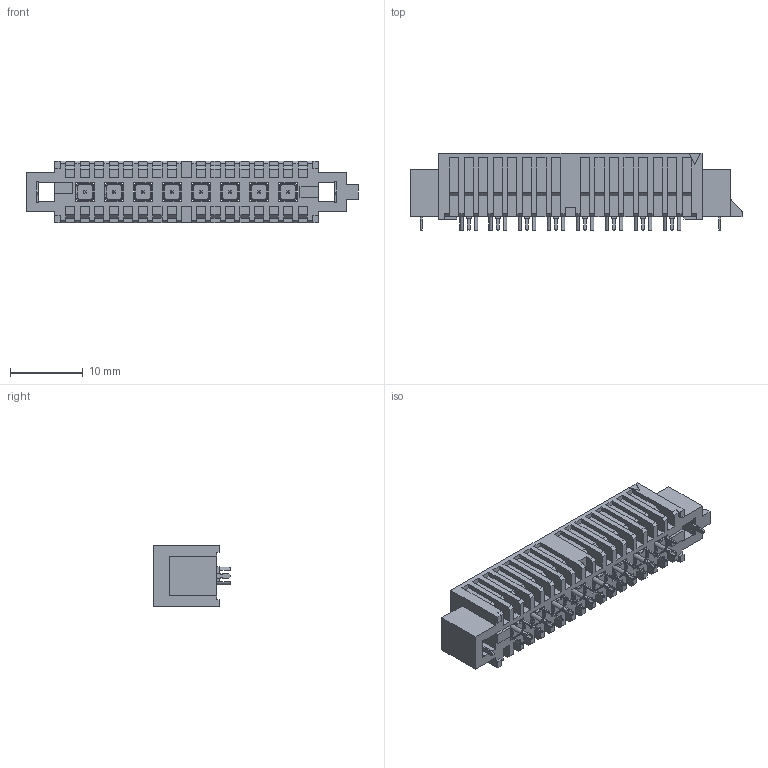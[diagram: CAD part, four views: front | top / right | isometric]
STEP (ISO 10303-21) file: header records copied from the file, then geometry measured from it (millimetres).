
FILE_DESCRIPTION(/* description */ ('STEP AP214'),/* implementation_level */ '2;1');
FILE_NAME(/* name */ 'IP5-08-05_0-L-S-1-L-TR',/* time_stamp */ '2025-10-30T18:32:41+01:00',/* author */ ('License CC BY-ND 4.0'),/* organization */ ('CADENAS'),/* preprocessor_version */ 'ST-DEVELOPER v20',/* originating_system */ 'PARTsolutions',/* authorisation */ ' ');
FILE_SCHEMA (('AUTOMOTIVE_DESIGN {1 0 10303 214 3 1 1}'));
Length unit declared in the file: inch
Products named in the file (3): IP5-08-05.0-L-S-1-L-TR; IP5-08-05.0-L-S-1-L-TR_t; IP5-05.0_pin
Assembly tree (9 placements, depth 2):
  IP5-08-05.0-L-S-1-L-TR
    IP5-08-05.0-L-S-1-L-TR_t
    IP5-05.0_pin  x8
Bounding box: 45.72 x 10.67 x 8.53 mm (x, y, z)
Volume: 1504.6 mm3; surface area: 4633 mm2
Topology: 9 solids, 9 shells, 1609 faces, 4476 edges, 2908 vertices
Faces by surface type: plane 1177, cylinder 432
Entity records: 24210 total; most frequent: CARTESIAN_POINT 4356, ORIENTED_EDGE 4304, DIRECTION 3836, EDGE_CURVE 2152, LINE 1932, VECTOR 1932, VERTEX_POINT 1424, AXIS2_PLACEMENT_3D 952
